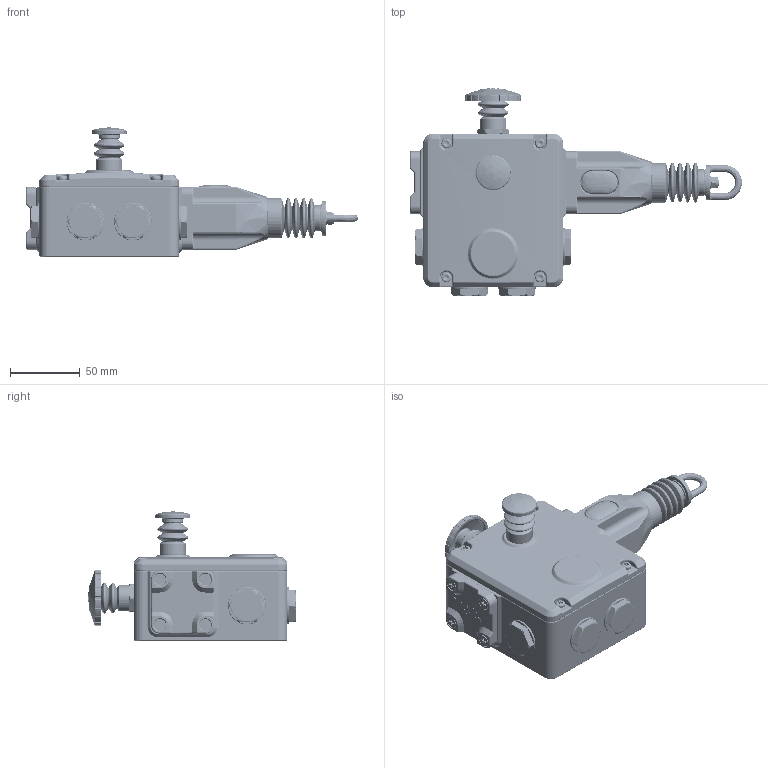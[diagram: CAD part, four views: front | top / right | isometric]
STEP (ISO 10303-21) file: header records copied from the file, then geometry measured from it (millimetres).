
FILE_DESCRIPTION (( 'STEP AP214' ), '1' );
FILE_NAME ('GLHL-141035.STEP', '2021-06-11T13:10:33', ( '' ), ( '' ), 'SwSTEP 2.0', 'SolidWorks 2021', '' );
FILE_SCHEMA (( 'AUTOMOTIVE_DESIGN' ));
Length unit declared in the file: inch
Products named in the file (1): GLHL-141035
Bounding box: 237.6 x 148.51 x 92.5 mm (x, y, z)
Volume: 295330.7 mm3; surface area: 177825.1 mm2
Topology: 32 solids, 32 shells, 4131 faces, 9897 edges, 5913 vertices
Faces by surface type: cylinder 1370, bspline 1139, plane 1092, cone 338, torus 184, sphere 8
Full cylindrical faces by diameter (mm): 19.05 x2
Entity records: 161332 total; most frequent: CARTESIAN_POINT 71650, ORIENTED_EDGE 19616, DIRECTION 17503, EDGE_CURVE 9808, AXIS2_PLACEMENT_3D 6732, VERTEX_POINT 5911, EDGE_LOOP 4387, FACE_OUTER_BOUND 4133
